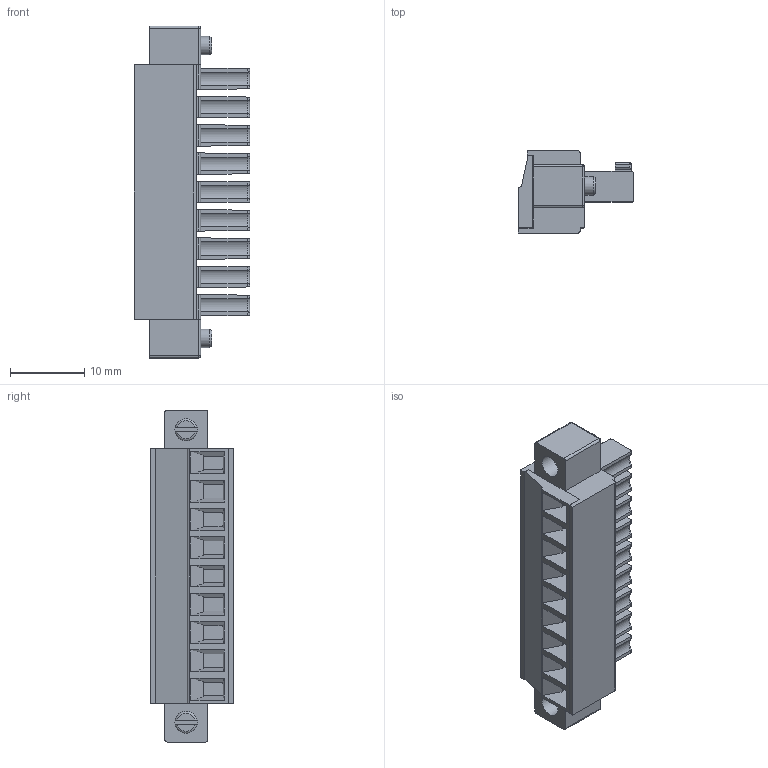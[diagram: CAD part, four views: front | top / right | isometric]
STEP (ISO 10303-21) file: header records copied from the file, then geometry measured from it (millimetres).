
FILE_DESCRIPTION(('STEP AP214'),'1');
FILE_NAME('SH05-7,62-K-S.stp','2018-11-19T11:53:08',(' '),(' '),'Spatial InterOp 3D',' ',' ');
FILE_SCHEMA(('AUTOMOTIVE_DESIGN { 1 0 10303 214 1 1 1 1 }'));
Length unit declared in the file: metre
Products named in the file (1): 1
Bounding box: 15.5 x 11.1 x 44.69 mm (x, y, z)
Volume: 3524.4 mm3; surface area: 4066.2 mm2
Topology: 1 solids, 1 shells, 690 faces, 1816 edges, 1153 vertices
Faces by surface type: plane 451, cylinder 165, cone 29, torus 23, sphere 22
Full cylindrical faces by diameter (mm): 1.2 x9, 1.8 x4, 2.5 x2, 2.8 x9, 3 x11
Entity records: 26040 total; most frequent: CARTESIAN_POINT 3963, DIRECTION 3376, ORIENTED_EDGE 3372, EDGE_CURVE 1686, LINE 1242, VECTOR 1242, VERTEX_POINT 1109, AXIS2_PLACEMENT_3D 1067
